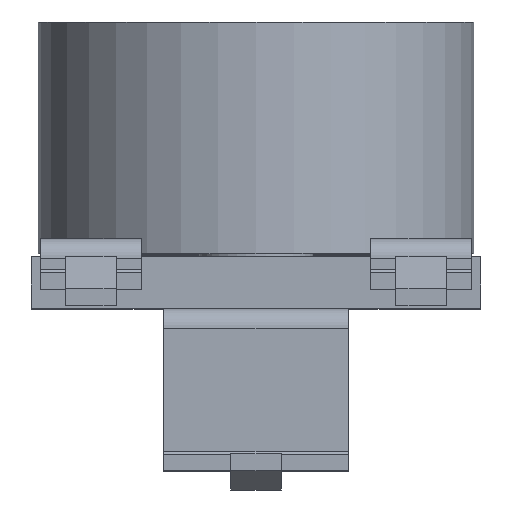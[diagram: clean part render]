
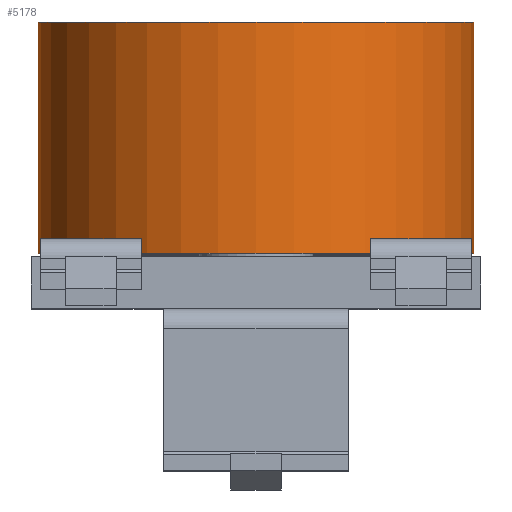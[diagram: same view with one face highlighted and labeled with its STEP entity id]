
A CAD part, top view. The second image highlights one B-rep face of the part: STEP entity #5178.
In plain terms, the highlighted cylindrical face has radius 3.302 mm (diameter 6.604 mm), a partial arc.
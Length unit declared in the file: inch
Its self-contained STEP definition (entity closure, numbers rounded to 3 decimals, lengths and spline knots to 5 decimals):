
#10=CARTESIAN_POINT('',(0.134,0.171,-0.176));
#11=DIRECTION('',(0.,-1.,0.));
#12=DIRECTION('',(1.,0.,0.));
#13=AXIS2_PLACEMENT_3D('',#10,#11,#12);
#839=DIRECTION('',(0.,1.,0.));
#840=VECTOR('',#839,0.138);
#841=CARTESIAN_POINT('',(0.004,0.033,-0.176));
#842=LINE('',#841,#840);
#843=DIRECTION('',(0.,-1.,0.));
#844=VECTOR('',#843,0.138);
#845=CARTESIAN_POINT('',(0.264,0.171,-0.176));
#846=LINE('',#845,#844);
#852=CARTESIAN_POINT('',(0.134,0.033,-0.176));
#853=DIRECTION('',(0.,1.,0.));
#854=DIRECTION('',(-1.,0.,0.));
#855=AXIS2_PLACEMENT_3D('',#852,#853,#854);
#3361=CARTESIAN_POINT('',(0.264,0.171,-0.176));
#3362=VERTEX_POINT('',#3361);
#3363=CARTESIAN_POINT('',(0.004,0.171,-0.176));
#3364=VERTEX_POINT('',#3363);
#3807=CARTESIAN_POINT('',(0.264,0.033,-0.176));
#3808=VERTEX_POINT('',#3807);
#3877=CARTESIAN_POINT('',(0.004,0.033,-0.176));
#3878=VERTEX_POINT('',#3877);
#5166=CARTESIAN_POINT('',(0.134,0.102,-0.176));
#5167=DIRECTION('',(0.,1.,0.));
#5168=DIRECTION('',(-0.998,0.,-0.063));
#5169=AXIS2_PLACEMENT_3D('',#5166,#5167,#5168);
#5170=CYLINDRICAL_SURFACE('',#5169,0.13);
#5172=ORIENTED_EDGE('',*,*,#5171,.F.);
#5173=ORIENTED_EDGE('',*,*,#4826,.T.);
#5174=ORIENTED_EDGE('',*,*,#4422,.F.);
#5175=ORIENTED_EDGE('',*,*,#4830,.T.);
#5176=EDGE_LOOP('',(#5172,#5173,#5174,#5175));
#5177=FACE_OUTER_BOUND('',#5176,.F.);
#5178=ADVANCED_FACE('',(#5177),#5170,.T.);
#14=CIRCLE('',#13,0.13);
#856=CIRCLE('',#855,0.13);
#4422=EDGE_CURVE('',#3362,#3364,#14,.T.);
#4826=EDGE_CURVE('',#3878,#3364,#842,.T.);
#4830=EDGE_CURVE('',#3362,#3808,#846,.T.);
#5171=EDGE_CURVE('',#3878,#3808,#856,.T.);
